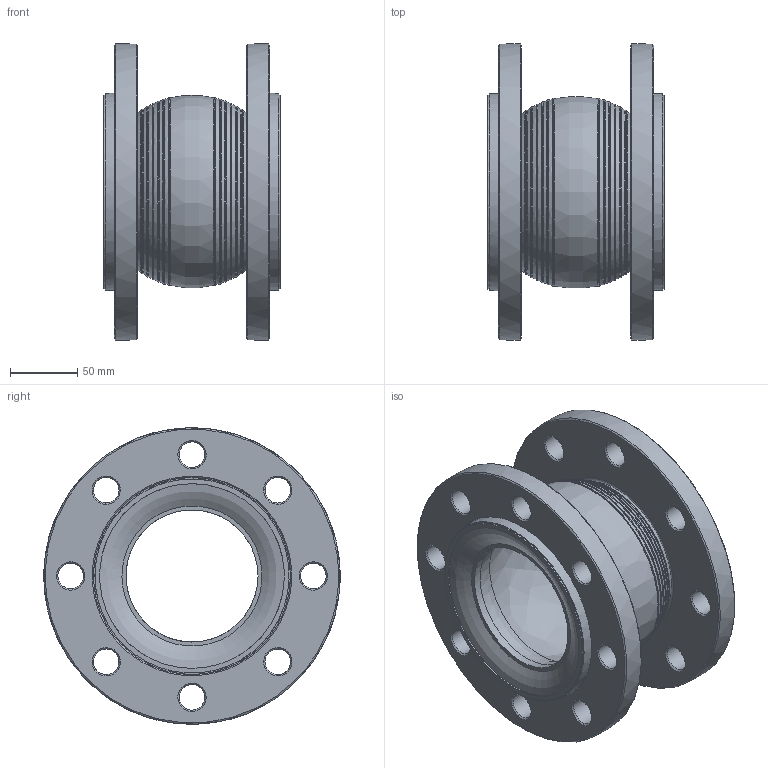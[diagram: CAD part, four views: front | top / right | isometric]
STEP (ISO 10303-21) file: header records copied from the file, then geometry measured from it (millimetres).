
FILE_DESCRIPTION(('HOOPS Exchange Step'),'2;1');
FILE_NAME('KP01_DN100.stp','2025-12-08T09:51:58+01:00',('nieru'),('Unknown organisation'),'HOOPS Exchange 2024.2','HOOPS Exchange','Unknown authorisation');
FILE_SCHEMA( ('AP203_CONFIGURATION_CONTROLLED_3D_DESIGN_OF_MECHANICAL_PARTS_AND_ASSEMBLIES_MIM_LF') );
Length unit declared in the file: millimetre
Products named in the file (3): 0; root
Assembly tree (2 placements, depth 3):
  root
    0
      0
Bounding box: 131 x 219.88 x 219.88 mm (x, y, z)
Volume: 1263509.7 mm3; surface area: 287278.6 mm2
Topology: 3 solids, 3 shells, 182 faces, 537 edges, 369 vertices
Faces by surface type: torus 89, cone 38, cylinder 22, bspline 19, plane 14
Full cylindrical faces by diameter (mm): 19 x16, 114.012 x2, 114.668 x2, 220 x2
Entity records: 53159 total; most frequent: CARTESIAN_POINT 48361, ORIENTED_EDGE 1074, DIRECTION 902, EDGE_CURVE 537, AXIS2_PLACEMENT_3D 418, VERTEX_POINT 369, CIRCLE 250, EDGE_LOOP 228
